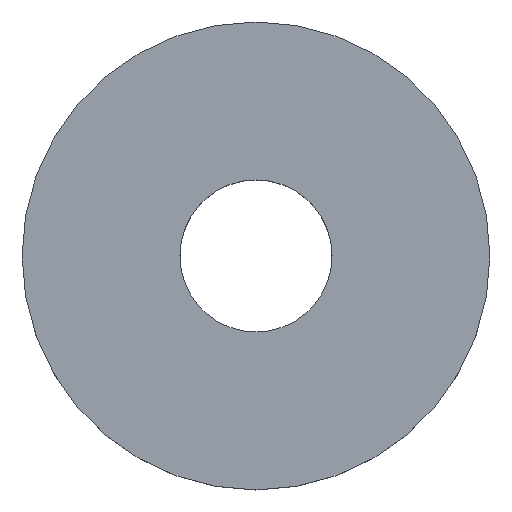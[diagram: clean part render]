
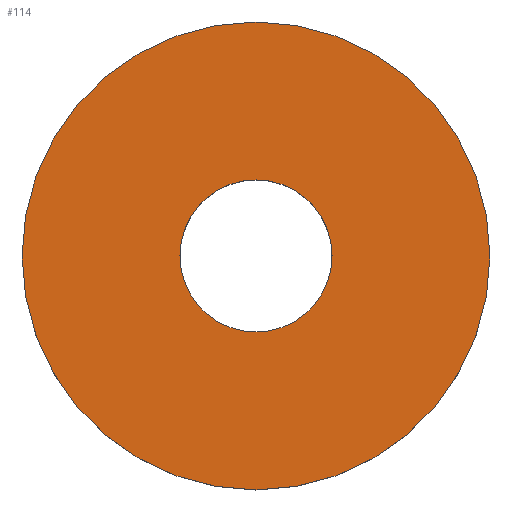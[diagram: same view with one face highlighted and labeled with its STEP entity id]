
A CAD part, top view. The second image highlights one B-rep face of the part: STEP entity #114.
In plain terms, the highlighted planar face has unit normal (0, 0, 1).
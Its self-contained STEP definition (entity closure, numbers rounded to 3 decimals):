
#2 = CARTESIAN_POINT ( 'NONE',  ( 20., 0., 5. ) ) ;
#4 = DIRECTION ( 'NONE',  ( 1., 0., 0. ) ) ;
#8 = CARTESIAN_POINT ( 'NONE',  ( 0., 0., 5. ) ) ;
#19 = VERTEX_POINT ( 'NONE', #2 ) ;
#38 = VERTEX_POINT ( 'NONE', #107 ) ;
#44 = DIRECTION ( 'NONE',  ( 0., 0., 1. ) ) ;
#49 = PLANE ( 'NONE',  #249 ) ;
#58 = ORIENTED_EDGE ( 'NONE', *, *, #149, .F. ) ;
#63 = AXIS2_PLACEMENT_3D ( 'NONE', #8, #186, #185 ) ;
#66 = DIRECTION ( 'NONE',  ( 0., 0., 1. ) ) ;
#67 = DIRECTION ( 'NONE',  ( 1., 0., 0. ) ) ;
#92 = CARTESIAN_POINT ( 'NONE',  ( 0., 0., 5. ) ) ;
#106 = ORIENTED_EDGE ( 'NONE', *, *, #145, .T. ) ;
#107 = CARTESIAN_POINT ( 'NONE',  ( -6.5, 0., 5. ) ) ;
#114 = ADVANCED_FACE ( 'NONE', ( #155, #130 ), #49, .T. ) ;
#115 = CIRCLE ( 'NONE', #234, 6.5 ) ;
#117 = CARTESIAN_POINT ( 'NONE',  ( 0., 0., 5. ) ) ;
#122 = ORIENTED_EDGE ( 'NONE', *, *, #124, .T. ) ;
#124 = EDGE_CURVE ( 'NONE', #19, #220, #183, .T. ) ;
#126 = ORIENTED_EDGE ( 'NONE', *, *, #216, .F. ) ;
#130 = FACE_BOUND ( 'NONE', #148, .T. ) ;
#140 = VERTEX_POINT ( 'NONE', #172 ) ;
#142 = EDGE_LOOP ( 'NONE', ( #106, #122 ) ) ;
#145 = EDGE_CURVE ( 'NONE', #220, #19, #171, .T. ) ;
#148 = EDGE_LOOP ( 'NONE', ( #126, #58 ) ) ;
#149 = EDGE_CURVE ( 'NONE', #140, #38, #218, .T. ) ;
#155 = FACE_OUTER_BOUND ( 'NONE', #142, .T. ) ;
#156 = CARTESIAN_POINT ( 'NONE',  ( 0., 0., 5. ) ) ;
#161 = AXIS2_PLACEMENT_3D ( 'NONE', #92, #66, #242 ) ;
#171 = CIRCLE ( 'NONE', #63, 20. ) ;
#172 = CARTESIAN_POINT ( 'NONE',  ( 6.5, 0., 5. ) ) ;
#183 = CIRCLE ( 'NONE', #225, 20. ) ;
#185 = DIRECTION ( 'NONE',  ( 1., 0., 0. ) ) ;
#186 = DIRECTION ( 'NONE',  ( 0., 0., 1. ) ) ;
#188 = DIRECTION ( 'NONE',  ( 0., 0., 1. ) ) ;
#206 = DIRECTION ( 'NONE',  ( 0., 0., 1. ) ) ;
#216 = EDGE_CURVE ( 'NONE', #38, #140, #115, .T. ) ;
#218 = CIRCLE ( 'NONE', #161, 6.5 ) ;
#220 = VERTEX_POINT ( 'NONE', #224 ) ;
#221 = CARTESIAN_POINT ( 'NONE',  ( 0., 0., 5. ) ) ;
#223 = DIRECTION ( 'NONE',  ( 1., 0., 0. ) ) ;
#224 = CARTESIAN_POINT ( 'NONE',  ( -20., 0., 5. ) ) ;
#225 = AXIS2_PLACEMENT_3D ( 'NONE', #117, #188, #4 ) ;
#234 = AXIS2_PLACEMENT_3D ( 'NONE', #221, #44, #67 ) ;
#242 = DIRECTION ( 'NONE',  ( 1., 0., 0. ) ) ;
#249 = AXIS2_PLACEMENT_3D ( 'NONE', #156, #206, #223 ) ;
